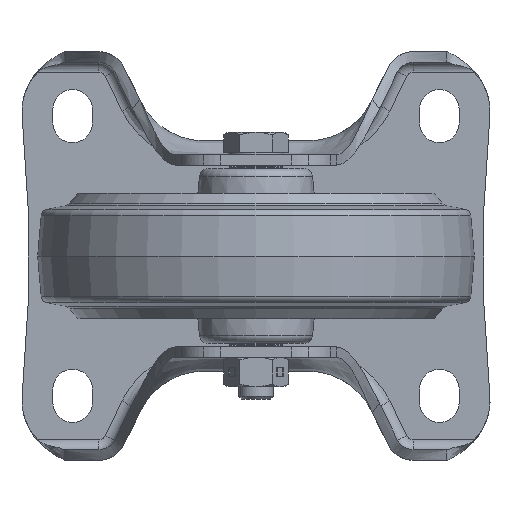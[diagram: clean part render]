
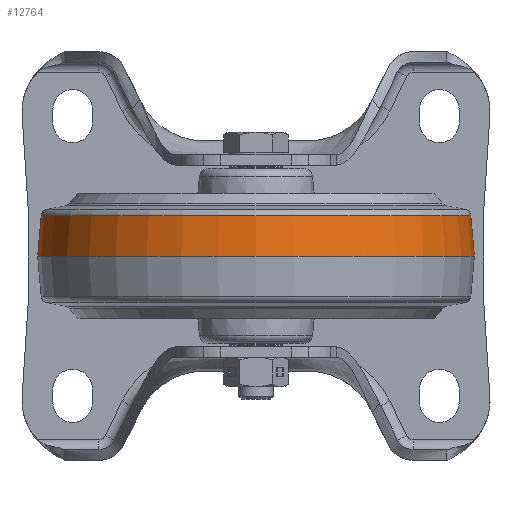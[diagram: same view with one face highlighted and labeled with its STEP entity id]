
A CAD part, front view. The second image highlights one B-rep face of the part: STEP entity #12764.
In plain terms, the highlighted conical face has half-angle 5 degrees and reference radius 62.5 mm.
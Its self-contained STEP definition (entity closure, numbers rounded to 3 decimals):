
#498 = ORIENTED_EDGE ( 'NONE', *, *, #19975, .T. ) ;
#904 = CIRCLE ( 'NONE', #1106, 62.5 ) ;
#1106 = AXIS2_PLACEMENT_3D ( 'NONE', #17749, #8056, #19355 ) ;
#2783 = FACE_OUTER_BOUND ( 'NONE', #14761, .T. ) ;
#3188 = VECTOR ( 'NONE', #16823, 1000. ) ;
#3223 = AXIS2_PLACEMENT_3D ( 'NONE', #18962, #9300, #20569 ) ;
#4679 = CARTESIAN_POINT ( 'NONE',  ( 61.493, -92.5, 11.51 ) ) ;
#5074 = VERTEX_POINT ( 'NONE', #4679 ) ;
#6903 = VERTEX_POINT ( 'NONE', #15483 ) ;
#7071 = CARTESIAN_POINT ( 'NONE',  ( -62.5, -92.5, 0. ) ) ;
#8056 = DIRECTION ( 'NONE',  ( 0., 0., 1. ) ) ;
#9300 = DIRECTION ( 'NONE',  ( 0., 0., -1. ) ) ;
#9456 = CONICAL_SURFACE ( 'NONE', #11054, 62.5, 0.087 ) ;
#9789 = CARTESIAN_POINT ( 'NONE',  ( 0., -92.5, 0. ) ) ;
#11054 = AXIS2_PLACEMENT_3D ( 'NONE', #9789, #14652, #21056 ) ;
#11664 = VERTEX_POINT ( 'NONE', #15841 ) ;
#11676 = EDGE_CURVE ( 'NONE', #5074, #13518, #11901, .T. ) ;
#11901 = LINE ( 'NONE', #12665, #15682 ) ;
#12665 = CARTESIAN_POINT ( 'NONE',  ( 62.5, -92.5, 0. ) ) ;
#12764 = ADVANCED_FACE ( 'NONE', ( #2783 ), #9456, .T. ) ;
#13518 = VERTEX_POINT ( 'NONE', #18849 ) ;
#13898 = ORIENTED_EDGE ( 'NONE', *, *, #15552, .T. ) ;
#14652 = DIRECTION ( 'NONE',  ( 0., 0., -1. ) ) ;
#14761 = EDGE_LOOP ( 'NONE', ( #18104, #19550, #13898, #498 ) ) ;
#14906 = CIRCLE ( 'NONE', #3223, 61.493 ) ;
#15483 = CARTESIAN_POINT ( 'NONE',  ( -62.5, -92.5, 0. ) ) ;
#15552 = EDGE_CURVE ( 'NONE', #11664, #6903, #19941, .T. ) ;
#15682 = VECTOR ( 'NONE', #19044, 1000. ) ;
#15841 = CARTESIAN_POINT ( 'NONE',  ( -61.493, -92.5, 11.51 ) ) ;
#16156 = EDGE_CURVE ( 'NONE', #5074, #11664, #14906, .T. ) ;
#16823 = DIRECTION ( 'NONE',  ( -0.087, 0., -0.996 ) ) ;
#17749 = CARTESIAN_POINT ( 'NONE',  ( 0., -92.5, 0. ) ) ;
#18104 = ORIENTED_EDGE ( 'NONE', *, *, #11676, .F. ) ;
#18849 = CARTESIAN_POINT ( 'NONE',  ( 62.5, -92.5, 0. ) ) ;
#18962 = CARTESIAN_POINT ( 'NONE',  ( 0., -92.5, 11.51 ) ) ;
#19044 = DIRECTION ( 'NONE',  ( 0.087, 0., -0.996 ) ) ;
#19355 = DIRECTION ( 'NONE',  ( 1., 0., 0. ) ) ;
#19550 = ORIENTED_EDGE ( 'NONE', *, *, #16156, .T. ) ;
#19941 = LINE ( 'NONE', #7071, #3188 ) ;
#19975 = EDGE_CURVE ( 'NONE', #6903, #13518, #904, .T. ) ;
#20569 = DIRECTION ( 'NONE',  ( 1., 0., 0. ) ) ;
#21056 = DIRECTION ( 'NONE',  ( -1., 0., 0. ) ) ;
